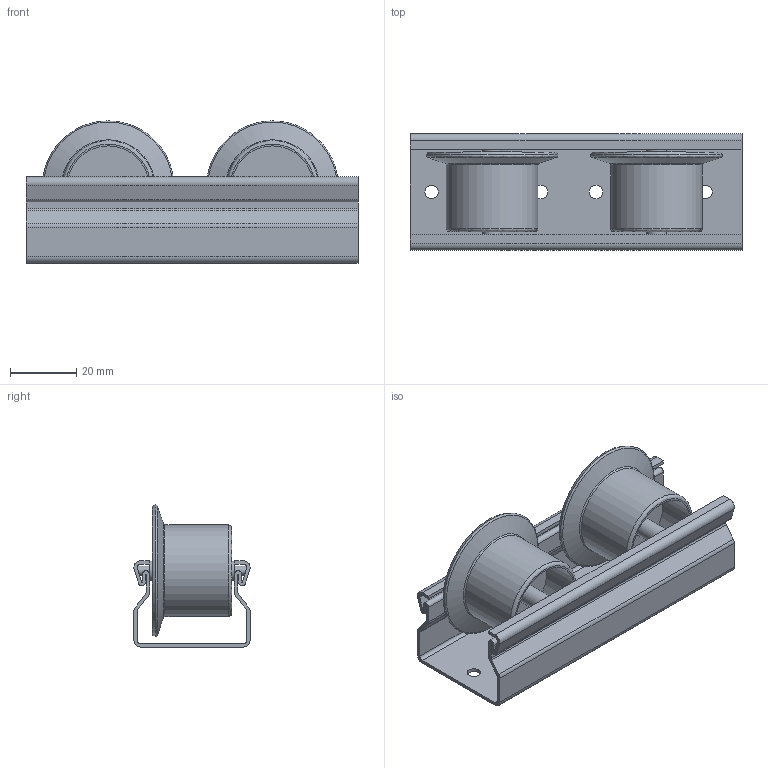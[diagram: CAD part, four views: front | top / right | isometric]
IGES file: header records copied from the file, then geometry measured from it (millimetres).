
Global section: file name: 700470ESD.stp.ipt; native system: Autodesk Inventor 2014; preprocessor: unknown; author: zeman; date: 20151020.100146; units: millimetre
Bounding box: 100 x 35 x 42.82 mm (x, y, z)
Volume: 20344 mm3; surface area: 36094.3 mm2
Topology: 3 solids, 3 shells, 121 faces, 369 edges, 252 vertices
Faces by surface type: revolution 49, plane 44, cylinder 24, cone 4
Full cylindrical faces by diameter (mm): 2.8 x2, 5.8 x4, 27.6 x2
